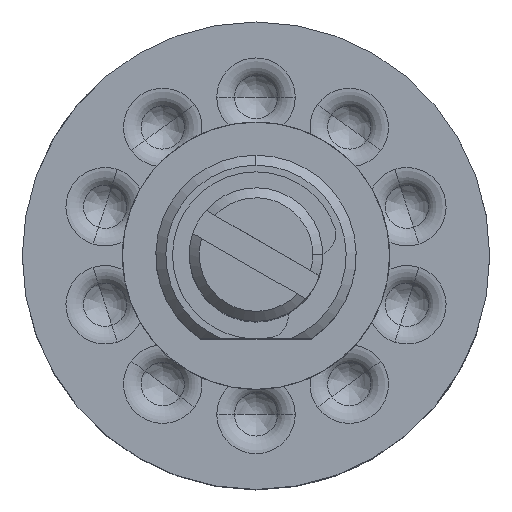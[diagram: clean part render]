
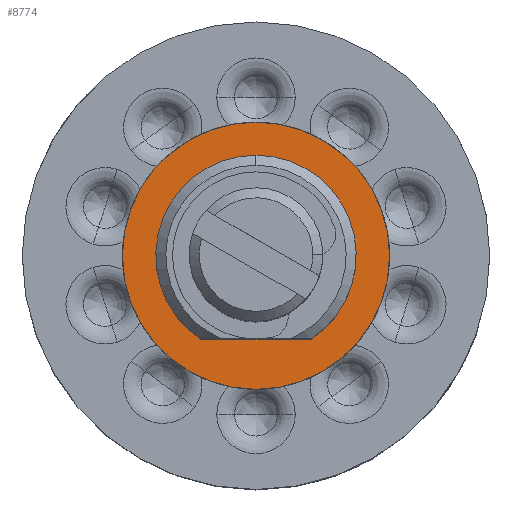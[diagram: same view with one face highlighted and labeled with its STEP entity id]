
A CAD part, top view. The second image highlights one B-rep face of the part: STEP entity #8774.
In plain terms, the highlighted planar face has unit normal (0, 0, 1).
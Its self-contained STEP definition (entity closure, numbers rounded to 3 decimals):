
#142 = PLANE ( 'NONE',  #12703 ) ;
#219 = EDGE_CURVE ( 'NONE', #13997, #3824, #9961, .T. ) ;
#418 = CARTESIAN_POINT ( 'NONE',  ( 0., -2.5, 0. ) ) ;
#863 = CARTESIAN_POINT ( 'NONE',  ( 0., -4., 0. ) ) ;
#989 = FACE_OUTER_BOUND ( 'NONE', #1402, .T. ) ;
#1402 = EDGE_LOOP ( 'NONE', ( #13615, #6870 ) ) ;
#1863 = ORIENTED_EDGE ( 'NONE', *, *, #14170, .F. ) ;
#2114 = ORIENTED_EDGE ( 'NONE', *, *, #219, .F. ) ;
#2116 = EDGE_CURVE ( 'NONE', #13997, #16164, #4618, .T. ) ;
#3179 = EDGE_CURVE ( 'NONE', #13207, #8516, #12175, .T. ) ;
#3759 = AXIS2_PLACEMENT_3D ( 'NONE', #5149, #15068, #13873 ) ;
#3824 = VERTEX_POINT ( 'NONE', #14871 ) ;
#4231 = CIRCLE ( 'NONE', #14781, 4. ) ;
#4618 = LINE ( 'NONE', #418, #5200 ) ;
#4962 = EDGE_CURVE ( 'NONE', #8516, #13207, #4231, .T. ) ;
#5149 = CARTESIAN_POINT ( 'NONE',  ( 0., 0., 0. ) ) ;
#5200 = VECTOR ( 'NONE', #9149, 1000. ) ;
#5886 = DIRECTION ( 'NONE',  ( 0., 0., 1. ) ) ;
#6520 = DIRECTION ( 'NONE',  ( 0., 0., 1. ) ) ;
#6870 = ORIENTED_EDGE ( 'NONE', *, *, #4962, .T. ) ;
#6905 = DIRECTION ( 'NONE',  ( 0., -1., 0. ) ) ;
#6953 = AXIS2_PLACEMENT_3D ( 'NONE', #8347, #5886, #13522 ) ;
#8098 = DIRECTION ( 'NONE',  ( 0., -1., 0. ) ) ;
#8347 = CARTESIAN_POINT ( 'NONE',  ( 0., 0., 0. ) ) ;
#8516 = VERTEX_POINT ( 'NONE', #863 ) ;
#8774 = ADVANCED_FACE ( 'NONE', ( #14452, #989 ), #142, .T. ) ;
#9025 = DIRECTION ( 'NONE',  ( 0., -1., 0. ) ) ;
#9149 = DIRECTION ( 'NONE',  ( -1., 0., 0. ) ) ;
#9961 = CIRCLE ( 'NONE', #3759, 3. ) ;
#10087 = CARTESIAN_POINT ( 'NONE',  ( -1.658, -2.5, 0. ) ) ;
#10265 = CARTESIAN_POINT ( 'NONE',  ( 0., 0., 0. ) ) ;
#10654 = CARTESIAN_POINT ( 'NONE',  ( 0., 0., 0. ) ) ;
#11342 = CARTESIAN_POINT ( 'NONE',  ( 1.658, -2.5, 0. ) ) ;
#11734 = ORIENTED_EDGE ( 'NONE', *, *, #2116, .T. ) ;
#11776 = AXIS2_PLACEMENT_3D ( 'NONE', #14326, #13128, #6905 ) ;
#12175 = CIRCLE ( 'NONE', #11776, 4. ) ;
#12703 = AXIS2_PLACEMENT_3D ( 'NONE', #10265, #6520, #9025 ) ;
#13128 = DIRECTION ( 'NONE',  ( 0., 0., 1. ) ) ;
#13207 = VERTEX_POINT ( 'NONE', #13560 ) ;
#13372 = EDGE_LOOP ( 'NONE', ( #2114, #11734, #1863 ) ) ;
#13405 = CIRCLE ( 'NONE', #6953, 3. ) ;
#13522 = DIRECTION ( 'NONE',  ( 0., -1., 0. ) ) ;
#13560 = CARTESIAN_POINT ( 'NONE',  ( 0., 4., 0. ) ) ;
#13615 = ORIENTED_EDGE ( 'NONE', *, *, #3179, .T. ) ;
#13873 = DIRECTION ( 'NONE',  ( 0., -1., 0. ) ) ;
#13997 = VERTEX_POINT ( 'NONE', #11342 ) ;
#14170 = EDGE_CURVE ( 'NONE', #3824, #16164, #13405, .T. ) ;
#14326 = CARTESIAN_POINT ( 'NONE',  ( 0., 0., 0. ) ) ;
#14438 = DIRECTION ( 'NONE',  ( 0., 0., 1. ) ) ;
#14452 = FACE_BOUND ( 'NONE', #13372, .T. ) ;
#14781 = AXIS2_PLACEMENT_3D ( 'NONE', #10654, #14438, #8098 ) ;
#14871 = CARTESIAN_POINT ( 'NONE',  ( 0., 3., 0. ) ) ;
#15068 = DIRECTION ( 'NONE',  ( 0., 0., 1. ) ) ;
#16164 = VERTEX_POINT ( 'NONE', #10087 ) ;
